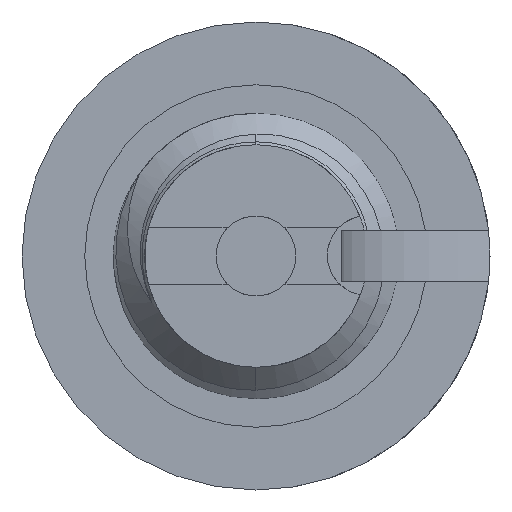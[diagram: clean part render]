
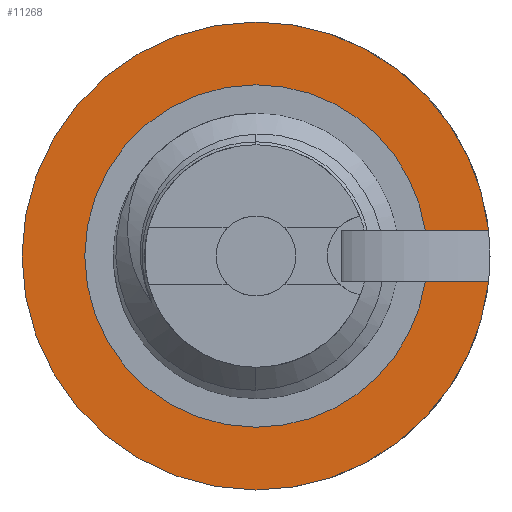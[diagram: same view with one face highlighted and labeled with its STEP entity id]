
A CAD part, left-side view. The second image highlights one B-rep face of the part: STEP entity #11268.
In plain terms, the highlighted planar face has unit normal (-1, 0, 0).
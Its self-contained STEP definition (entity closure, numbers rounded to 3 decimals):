
#195 = ORIENTED_EDGE ( 'NONE', *, *, #8335, .T. ) ;
#581 = VERTEX_POINT ( 'NONE', #8068 ) ;
#814 = EDGE_LOOP ( 'NONE', ( #10420, #8320, #5095, #9912, #195, #14100, #2481, #16731 ) ) ;
#1032 = AXIS2_PLACEMENT_3D ( 'NONE', #5205, #7707, #13584 ) ;
#1981 = FACE_OUTER_BOUND ( 'NONE', #814, .T. ) ;
#2481 = ORIENTED_EDGE ( 'NONE', *, *, #11617, .T. ) ;
#3241 = CARTESIAN_POINT ( 'NONE',  ( 1.1, -5.932, 0.9 ) ) ;
#3246 = DIRECTION ( 'NONE',  ( 0., -1., 0. ) ) ;
#3322 = CARTESIAN_POINT ( 'NONE',  ( 1.1, 0., -6. ) ) ;
#3428 = AXIS2_PLACEMENT_3D ( 'NONE', #15780, #11337, #14135 ) ;
#3704 = VERTEX_POINT ( 'NONE', #11655 ) ;
#3803 = VERTEX_POINT ( 'NONE', #4155 ) ;
#4047 = DIRECTION ( 'NONE',  ( 0., 0., 1. ) ) ;
#4155 = CARTESIAN_POINT ( 'NONE',  ( 1.1, 0., 8.2 ) ) ;
#4517 = CARTESIAN_POINT ( 'NONE',  ( 1.1, -8.15, 0.9 ) ) ;
#4559 = EDGE_CURVE ( 'NONE', #6443, #3704, #12340, .T. ) ;
#4584 = EDGE_CURVE ( 'NONE', #581, #9097, #13575, .T. ) ;
#5058 = DIRECTION ( 'NONE',  ( 0., 0., -1. ) ) ;
#5095 = ORIENTED_EDGE ( 'NONE', *, *, #18102, .F. ) ;
#5192 = VECTOR ( 'NONE', #15362, 1000. ) ;
#5205 = CARTESIAN_POINT ( 'NONE',  ( 1.1, 0., 0. ) ) ;
#5371 = CARTESIAN_POINT ( 'NONE',  ( 1.1, 0., 0. ) ) ;
#5578 = AXIS2_PLACEMENT_3D ( 'NONE', #5371, #16933, #8355 ) ;
#5809 = VERTEX_POINT ( 'NONE', #3241 ) ;
#5926 = DIRECTION ( 'NONE',  ( 0., 0., -1. ) ) ;
#6407 = VECTOR ( 'NONE', #3246, 1000. ) ;
#6443 = VERTEX_POINT ( 'NONE', #3322 ) ;
#6509 = AXIS2_PLACEMENT_3D ( 'NONE', #12893, #14153, #4047 ) ;
#7646 = CIRCLE ( 'NONE', #8574, 8.2 ) ;
#7660 = CARTESIAN_POINT ( 'NONE',  ( 1.1, 0., 0. ) ) ;
#7707 = DIRECTION ( 'NONE',  ( -1., 0., 0. ) ) ;
#7744 = EDGE_CURVE ( 'NONE', #16335, #3803, #10806, .T. ) ;
#7841 = PLANE ( 'NONE',  #15963 ) ;
#8068 = CARTESIAN_POINT ( 'NONE',  ( 1.1, 0., -8.2 ) ) ;
#8086 = EDGE_CURVE ( 'NONE', #5809, #17784, #14827, .T. ) ;
#8106 = CARTESIAN_POINT ( 'NONE',  ( 1.1, -8.15, -0.9 ) ) ;
#8320 = ORIENTED_EDGE ( 'NONE', *, *, #4559, .F. ) ;
#8335 = EDGE_CURVE ( 'NONE', #5809, #16335, #15279, .T. ) ;
#8355 = DIRECTION ( 'NONE',  ( 0., 0., -1. ) ) ;
#8574 = AXIS2_PLACEMENT_3D ( 'NONE', #15270, #8585, #18792 ) ;
#8585 = DIRECTION ( 'NONE',  ( -1., 0., 0. ) ) ;
#9097 = VERTEX_POINT ( 'NONE', #8106 ) ;
#9837 = CARTESIAN_POINT ( 'NONE',  ( 1.1, 0., -0.9 ) ) ;
#9912 = ORIENTED_EDGE ( 'NONE', *, *, #8086, .F. ) ;
#10420 = ORIENTED_EDGE ( 'NONE', *, *, #11482, .F. ) ;
#10806 = CIRCLE ( 'NONE', #6509, 8.2 ) ;
#11268 = ADVANCED_FACE ( 'NONE', ( #1981 ), #7841, .F. ) ;
#11337 = DIRECTION ( 'NONE',  ( -1., 0., 0. ) ) ;
#11482 = EDGE_CURVE ( 'NONE', #3704, #9097, #15908, .T. ) ;
#11617 = EDGE_CURVE ( 'NONE', #3803, #581, #7646, .T. ) ;
#11655 = CARTESIAN_POINT ( 'NONE',  ( 1.1, -5.932, -0.9 ) ) ;
#11898 = CARTESIAN_POINT ( 'NONE',  ( 1.1, 0., -8.2 ) ) ;
#12340 = CIRCLE ( 'NONE', #5578, 6. ) ;
#12758 = CARTESIAN_POINT ( 'NONE',  ( 1.1, 0., 6. ) ) ;
#12893 = CARTESIAN_POINT ( 'NONE',  ( 1.1, 0., 0. ) ) ;
#13006 = CIRCLE ( 'NONE', #1032, 6. ) ;
#13575 = CIRCLE ( 'NONE', #3428, 8.2 ) ;
#13584 = DIRECTION ( 'NONE',  ( 0., 0., -1. ) ) ;
#13719 = DIRECTION ( 'NONE',  ( 1., 0., 0. ) ) ;
#14100 = ORIENTED_EDGE ( 'NONE', *, *, #7744, .T. ) ;
#14135 = DIRECTION ( 'NONE',  ( 0., 0., 1. ) ) ;
#14153 = DIRECTION ( 'NONE',  ( -1., 0., 0. ) ) ;
#14827 = CIRCLE ( 'NONE', #16363, 6. ) ;
#15270 = CARTESIAN_POINT ( 'NONE',  ( 1.1, 0., 0. ) ) ;
#15279 = LINE ( 'NONE', #17883, #6407 ) ;
#15362 = DIRECTION ( 'NONE',  ( 0., -1., 0. ) ) ;
#15780 = CARTESIAN_POINT ( 'NONE',  ( 1.1, 0., 0. ) ) ;
#15908 = LINE ( 'NONE', #9837, #5192 ) ;
#15963 = AXIS2_PLACEMENT_3D ( 'NONE', #11898, #13719, #5926 ) ;
#16335 = VERTEX_POINT ( 'NONE', #4517 ) ;
#16363 = AXIS2_PLACEMENT_3D ( 'NONE', #7660, #18256, #5058 ) ;
#16731 = ORIENTED_EDGE ( 'NONE', *, *, #4584, .T. ) ;
#16933 = DIRECTION ( 'NONE',  ( -1., 0., 0. ) ) ;
#17784 = VERTEX_POINT ( 'NONE', #12758 ) ;
#17883 = CARTESIAN_POINT ( 'NONE',  ( 1.1, 0., 0.9 ) ) ;
#18102 = EDGE_CURVE ( 'NONE', #17784, #6443, #13006, .T. ) ;
#18256 = DIRECTION ( 'NONE',  ( -1., 0., 0. ) ) ;
#18792 = DIRECTION ( 'NONE',  ( 0., 0., 1. ) ) ;
